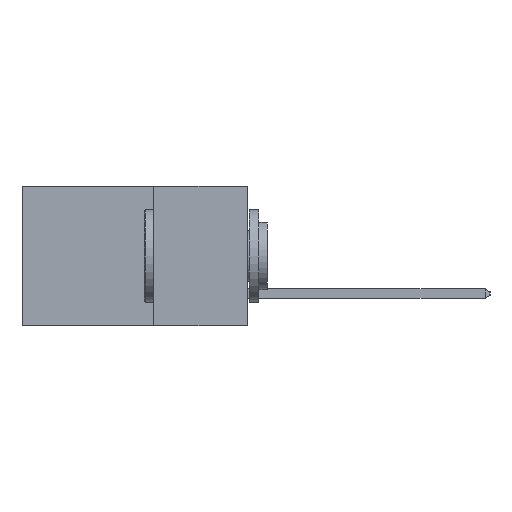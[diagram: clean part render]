
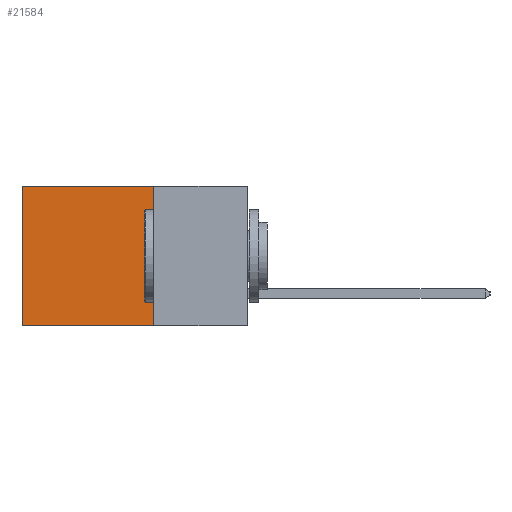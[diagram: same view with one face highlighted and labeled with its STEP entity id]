
A CAD part, left-side view. The second image highlights one B-rep face of the part: STEP entity #21584.
In plain terms, the highlighted planar face has unit normal (-1, 0, 0).
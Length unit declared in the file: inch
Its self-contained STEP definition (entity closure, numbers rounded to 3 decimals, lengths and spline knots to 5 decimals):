
#1290 = VERTEX_POINT ( 'NONE', #6968 ) ;
#2037 = CARTESIAN_POINT ( 'NONE',  ( 0.2615, 0.6, -0.37 ) ) ;
#2484 = ORIENTED_EDGE ( 'NONE', *, *, #21833, .T. ) ;
#2700 = VERTEX_POINT ( 'NONE', #6495 ) ;
#3749 = ORIENTED_EDGE ( 'NONE', *, *, #5662, .F. ) ;
#4545 = CARTESIAN_POINT ( 'NONE',  ( 0.2615, 0.25, -0.37 ) ) ;
#5662 = EDGE_CURVE ( 'NONE', #17503, #2700, #13603, .T. ) ;
#6495 = CARTESIAN_POINT ( 'NONE',  ( 0.2615, 0.6, -0.37 ) ) ;
#6659 = VECTOR ( 'NONE', #16549, 39.37008 ) ;
#6776 = LINE ( 'NONE', #8113, #11051 ) ;
#6789 = DIRECTION ( 'NONE',  ( 0., 1., 0. ) ) ;
#6968 = CARTESIAN_POINT ( 'NONE',  ( 0.2615, 0.25, 0. ) ) ;
#7830 = LINE ( 'NONE', #2037, #6659 ) ;
#8113 = CARTESIAN_POINT ( 'NONE',  ( 0.2615, 0.25, -0.37 ) ) ;
#8419 = EDGE_LOOP ( 'NONE', ( #22817, #3749, #11555, #2484 ) ) ;
#9143 = PLANE ( 'NONE',  #17654 ) ;
#9930 = DIRECTION ( 'NONE',  ( 0., 0., -1. ) ) ;
#10239 = CARTESIAN_POINT ( 'NONE',  ( 0.2615, 0.6, 0. ) ) ;
#10943 = DIRECTION ( 'NONE',  ( 1., 0., 0. ) ) ;
#11033 = VERTEX_POINT ( 'NONE', #10239 ) ;
#11051 = VECTOR ( 'NONE', #9930, 39.37008 ) ;
#11555 = ORIENTED_EDGE ( 'NONE', *, *, #19249, .F. ) ;
#13065 = VECTOR ( 'NONE', #6789, 39.37008 ) ;
#13461 = LINE ( 'NONE', #21572, #17529 ) ;
#13603 = LINE ( 'NONE', #4545, #13065 ) ;
#16452 = DIRECTION ( 'NONE',  ( 0., 1., 0. ) ) ;
#16549 = DIRECTION ( 'NONE',  ( 0., 0., -1. ) ) ;
#17503 = VERTEX_POINT ( 'NONE', #21100 ) ;
#17529 = VECTOR ( 'NONE', #16452, 39.37008 ) ;
#17654 = AXIS2_PLACEMENT_3D ( 'NONE', #21325, #10943, #22939 ) ;
#18875 = FACE_OUTER_BOUND ( 'NONE', #8419, .T. ) ;
#19249 = EDGE_CURVE ( 'NONE', #1290, #17503, #6776, .T. ) ;
#21100 = CARTESIAN_POINT ( 'NONE',  ( 0.2615, 0.25, -0.37 ) ) ;
#21325 = CARTESIAN_POINT ( 'NONE',  ( 0.2615, 0.25, -0.37 ) ) ;
#21572 = CARTESIAN_POINT ( 'NONE',  ( 0.2615, 0.25, 0. ) ) ;
#21584 = ADVANCED_FACE ( 'NONE', ( #18875 ), #9143, .F. ) ;
#21704 = EDGE_CURVE ( 'NONE', #11033, #2700, #7830, .T. ) ;
#21833 = EDGE_CURVE ( 'NONE', #1290, #11033, #13461, .T. ) ;
#22817 = ORIENTED_EDGE ( 'NONE', *, *, #21704, .T. ) ;
#22939 = DIRECTION ( 'NONE',  ( 0., 0., -1. ) ) ;
